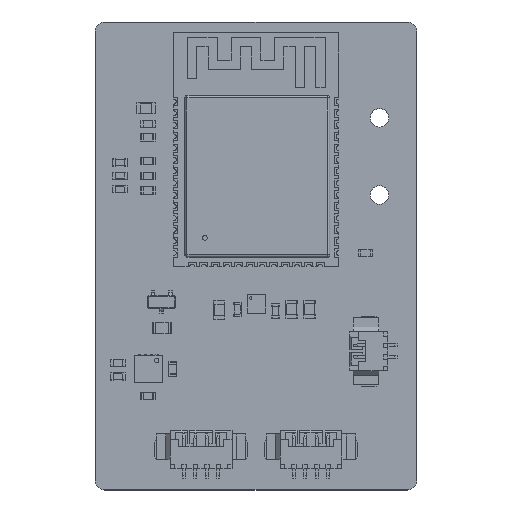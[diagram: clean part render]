
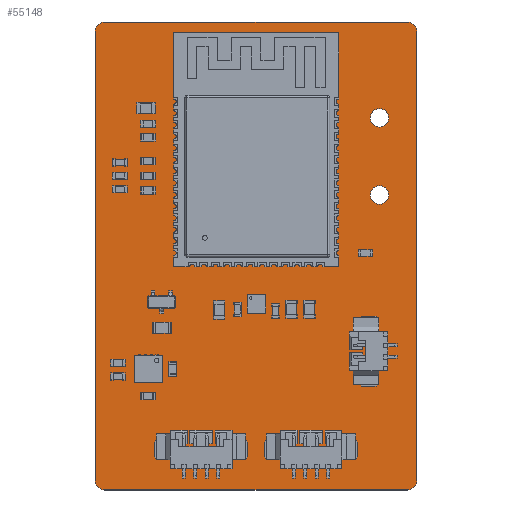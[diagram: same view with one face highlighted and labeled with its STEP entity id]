
A CAD part, top view. The second image highlights one B-rep face of the part: STEP entity #55148.
In plain terms, the highlighted planar face has unit normal (0, 0, 1).
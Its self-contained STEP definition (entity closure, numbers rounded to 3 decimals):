
#54823 = VERTEX_POINT('',#54824);
#54824 = CARTESIAN_POINT('',(171.91,-69.23,1.6));
#54830 = EDGE_CURVE('',#54823,#54831,#54833,.T.);
#54831 = VERTEX_POINT('',#54832);
#54832 = CARTESIAN_POINT('',(172.91,-70.23,1.6));
#54833 = CIRCLE('',#54834,1.);
#54834 = AXIS2_PLACEMENT_3D('',#54835,#54836,#54837);
#54835 = CARTESIAN_POINT('',(171.91,-70.23,1.6));
#54836 = DIRECTION('',(0.,0.,-1.));
#54837 = DIRECTION('',(0.,1.,0.));
#54865 = VERTEX_POINT('',#54866);
#54866 = CARTESIAN_POINT('',(138.91,-69.23,1.6));
#54872 = EDGE_CURVE('',#54865,#54823,#54873,.T.);
#54873 = LINE('',#54874,#54875);
#54874 = CARTESIAN_POINT('',(138.91,-69.23,1.6));
#54875 = VECTOR('',#54876,1.);
#54876 = DIRECTION('',(1.,0.,0.));
#54894 = EDGE_CURVE('',#54831,#54895,#54897,.T.);
#54895 = VERTEX_POINT('',#54896);
#54896 = CARTESIAN_POINT('',(172.91,-119.23,1.6));
#54897 = LINE('',#54898,#54899);
#54898 = CARTESIAN_POINT('',(172.91,-70.23,1.6));
#54899 = VECTOR('',#54900,1.);
#54900 = DIRECTION('',(0.,-1.,0.));
#55148 = ADVANCED_FACE('',(#55149,#55195,#55206,#55217,#55228,#55239,
    #55250,#55261,#55272,#55283,#55294,#55305,#55316,#55327,#55338,
    #55349,#55360),#55371,.F.);
#55149 = FACE_BOUND('',#55150,.F.);
#55150 = EDGE_LOOP('',(#55151,#55152,#55153,#55162,#55170,#55179,#55187,
    #55194));
#55151 = ORIENTED_EDGE('',*,*,#54830,.T.);
#55152 = ORIENTED_EDGE('',*,*,#54894,.T.);
#55153 = ORIENTED_EDGE('',*,*,#55154,.T.);
#55154 = EDGE_CURVE('',#54895,#55155,#55157,.T.);
#55155 = VERTEX_POINT('',#55156);
#55156 = CARTESIAN_POINT('',(171.91,-120.23,1.6));
#55157 = CIRCLE('',#55158,1.);
#55158 = AXIS2_PLACEMENT_3D('',#55159,#55160,#55161);
#55159 = CARTESIAN_POINT('',(171.91,-119.23,1.6));
#55160 = DIRECTION('',(0.,0.,-1.));
#55161 = DIRECTION('',(1.,0.,0.));
#55162 = ORIENTED_EDGE('',*,*,#55163,.T.);
#55163 = EDGE_CURVE('',#55155,#55164,#55166,.T.);
#55164 = VERTEX_POINT('',#55165);
#55165 = CARTESIAN_POINT('',(138.91,-120.23,1.6));
#55166 = LINE('',#55167,#55168);
#55167 = CARTESIAN_POINT('',(171.91,-120.23,1.6));
#55168 = VECTOR('',#55169,1.);
#55169 = DIRECTION('',(-1.,0.,0.));
#55170 = ORIENTED_EDGE('',*,*,#55171,.T.);
#55171 = EDGE_CURVE('',#55164,#55172,#55174,.T.);
#55172 = VERTEX_POINT('',#55173);
#55173 = CARTESIAN_POINT('',(137.91,-119.23,1.6));
#55174 = CIRCLE('',#55175,1.);
#55175 = AXIS2_PLACEMENT_3D('',#55176,#55177,#55178);
#55176 = CARTESIAN_POINT('',(138.91,-119.23,1.6));
#55177 = DIRECTION('',(0.,0.,-1.));
#55178 = DIRECTION('',(0.,-1.,0.));
#55179 = ORIENTED_EDGE('',*,*,#55180,.T.);
#55180 = EDGE_CURVE('',#55172,#55181,#55183,.T.);
#55181 = VERTEX_POINT('',#55182);
#55182 = CARTESIAN_POINT('',(137.91,-70.23,1.6));
#55183 = LINE('',#55184,#55185);
#55184 = CARTESIAN_POINT('',(137.91,-119.23,1.6));
#55185 = VECTOR('',#55186,1.);
#55186 = DIRECTION('',(0.,1.,0.));
#55187 = ORIENTED_EDGE('',*,*,#55188,.T.);
#55188 = EDGE_CURVE('',#55181,#54865,#55189,.T.);
#55189 = CIRCLE('',#55190,1.);
#55190 = AXIS2_PLACEMENT_3D('',#55191,#55192,#55193);
#55191 = CARTESIAN_POINT('',(138.91,-70.23,1.6));
#55192 = DIRECTION('',(0.,0.,-1.));
#55193 = DIRECTION('',(-1.,0.,-0.));
#55194 = ORIENTED_EDGE('',*,*,#54872,.T.);
#55195 = FACE_BOUND('',#55196,.F.);
#55196 = EDGE_LOOP('',(#55197));
#55197 = ORIENTED_EDGE('',*,*,#55198,.F.);
#55198 = EDGE_CURVE('',#55199,#55199,#55201,.T.);
#55199 = VERTEX_POINT('',#55200);
#55200 = CARTESIAN_POINT('',(155.47,-100.61,1.6));
#55201 = CIRCLE('',#55202,0.1);
#55202 = AXIS2_PLACEMENT_3D('',#55203,#55204,#55205);
#55203 = CARTESIAN_POINT('',(155.47,-100.51,1.6));
#55204 = DIRECTION('',(-0.,0.,-1.));
#55205 = DIRECTION('',(-0.,-1.,0.));
#55206 = FACE_BOUND('',#55207,.F.);
#55207 = EDGE_LOOP('',(#55208));
#55208 = ORIENTED_EDGE('',*,*,#55209,.F.);
#55209 = EDGE_CURVE('',#55210,#55210,#55212,.T.);
#55210 = VERTEX_POINT('',#55211);
#55211 = CARTESIAN_POINT('',(155.47,-99.51,1.6));
#55212 = CIRCLE('',#55213,0.1);
#55213 = AXIS2_PLACEMENT_3D('',#55214,#55215,#55216);
#55214 = CARTESIAN_POINT('',(155.47,-99.41,1.6));
#55215 = DIRECTION('',(-0.,0.,-1.));
#55216 = DIRECTION('',(-0.,-1.,0.));
#55217 = FACE_BOUND('',#55218,.F.);
#55218 = EDGE_LOOP('',(#55219));
#55219 = ORIENTED_EDGE('',*,*,#55220,.T.);
#55220 = EDGE_CURVE('',#55221,#55221,#55223,.T.);
#55221 = VERTEX_POINT('',#55222);
#55222 = CARTESIAN_POINT('',(169.87,-88.08,1.6));
#55223 = CIRCLE('',#55224,1.);
#55224 = AXIS2_PLACEMENT_3D('',#55225,#55226,#55227);
#55225 = CARTESIAN_POINT('',(168.87,-88.08,1.6));
#55226 = DIRECTION('',(0.,0.,1.));
#55227 = DIRECTION('',(1.,0.,-0.));
#55228 = FACE_BOUND('',#55229,.F.);
#55229 = EDGE_LOOP('',(#55230));
#55230 = ORIENTED_EDGE('',*,*,#55231,.T.);
#55231 = EDGE_CURVE('',#55232,#55232,#55234,.T.);
#55232 = VERTEX_POINT('',#55233);
#55233 = CARTESIAN_POINT('',(169.87,-79.68,1.6));
#55234 = CIRCLE('',#55235,1.);
#55235 = AXIS2_PLACEMENT_3D('',#55236,#55237,#55238);
#55236 = CARTESIAN_POINT('',(168.87,-79.68,1.6));
#55237 = DIRECTION('',(0.,0.,1.));
#55238 = DIRECTION('',(1.,0.,-0.));
#55239 = FACE_BOUND('',#55240,.F.);
#55240 = EDGE_LOOP('',(#55241));
#55241 = ORIENTED_EDGE('',*,*,#55242,.F.);
#55242 = EDGE_CURVE('',#55243,#55243,#55245,.T.);
#55243 = VERTEX_POINT('',#55244);
#55244 = CARTESIAN_POINT('',(154.64,-87.12,1.6));
#55245 = CIRCLE('',#55246,0.1);
#55246 = AXIS2_PLACEMENT_3D('',#55247,#55248,#55249);
#55247 = CARTESIAN_POINT('',(154.64,-87.02,1.6));
#55248 = DIRECTION('',(-0.,0.,-1.));
#55249 = DIRECTION('',(-0.,-1.,0.));
#55250 = FACE_BOUND('',#55251,.F.);
#55251 = EDGE_LOOP('',(#55252));
#55252 = ORIENTED_EDGE('',*,*,#55253,.F.);
#55253 = EDGE_CURVE('',#55254,#55254,#55256,.T.);
#55254 = VERTEX_POINT('',#55255);
#55255 = CARTESIAN_POINT('',(153.24,-87.12,1.6));
#55256 = CIRCLE('',#55257,0.1);
#55257 = AXIS2_PLACEMENT_3D('',#55258,#55259,#55260);
#55258 = CARTESIAN_POINT('',(153.24,-87.02,1.6));
#55259 = DIRECTION('',(-0.,0.,-1.));
#55260 = DIRECTION('',(-0.,-1.,0.));
#55261 = FACE_BOUND('',#55262,.F.);
#55262 = EDGE_LOOP('',(#55263));
#55263 = ORIENTED_EDGE('',*,*,#55264,.F.);
#55264 = EDGE_CURVE('',#55265,#55265,#55267,.T.);
#55265 = VERTEX_POINT('',#55266);
#55266 = CARTESIAN_POINT('',(155.34,-86.42,1.6));
#55267 = CIRCLE('',#55268,0.1);
#55268 = AXIS2_PLACEMENT_3D('',#55269,#55270,#55271);
#55269 = CARTESIAN_POINT('',(155.34,-86.32,1.6));
#55270 = DIRECTION('',(-0.,0.,-1.));
#55271 = DIRECTION('',(-0.,-1.,0.));
#55272 = FACE_BOUND('',#55273,.F.);
#55273 = EDGE_LOOP('',(#55274));
#55274 = ORIENTED_EDGE('',*,*,#55275,.F.);
#55275 = EDGE_CURVE('',#55276,#55276,#55278,.T.);
#55276 = VERTEX_POINT('',#55277);
#55277 = CARTESIAN_POINT('',(154.64,-85.72,1.6));
#55278 = CIRCLE('',#55279,0.1);
#55279 = AXIS2_PLACEMENT_3D('',#55280,#55281,#55282);
#55280 = CARTESIAN_POINT('',(154.64,-85.62,1.6));
#55281 = DIRECTION('',(-0.,0.,-1.));
#55282 = DIRECTION('',(-0.,-1.,0.));
#55283 = FACE_BOUND('',#55284,.F.);
#55284 = EDGE_LOOP('',(#55285));
#55285 = ORIENTED_EDGE('',*,*,#55286,.F.);
#55286 = EDGE_CURVE('',#55287,#55287,#55289,.T.);
#55287 = VERTEX_POINT('',#55288);
#55288 = CARTESIAN_POINT('',(155.34,-85.02,1.6));
#55289 = CIRCLE('',#55290,0.1);
#55290 = AXIS2_PLACEMENT_3D('',#55291,#55292,#55293);
#55291 = CARTESIAN_POINT('',(155.34,-84.92,1.6));
#55292 = DIRECTION('',(-0.,0.,-1.));
#55293 = DIRECTION('',(-0.,-1.,0.));
#55294 = FACE_BOUND('',#55295,.F.);
#55295 = EDGE_LOOP('',(#55296));
#55296 = ORIENTED_EDGE('',*,*,#55297,.F.);
#55297 = EDGE_CURVE('',#55298,#55298,#55300,.T.);
#55298 = VERTEX_POINT('',#55299);
#55299 = CARTESIAN_POINT('',(154.64,-84.32,1.6));
#55300 = CIRCLE('',#55301,0.1);
#55301 = AXIS2_PLACEMENT_3D('',#55302,#55303,#55304);
#55302 = CARTESIAN_POINT('',(154.64,-84.22,1.6));
#55303 = DIRECTION('',(-0.,0.,-1.));
#55304 = DIRECTION('',(-0.,-1.,0.));
#55305 = FACE_BOUND('',#55306,.F.);
#55306 = EDGE_LOOP('',(#55307));
#55307 = ORIENTED_EDGE('',*,*,#55308,.F.);
#55308 = EDGE_CURVE('',#55309,#55309,#55311,.T.);
#55309 = VERTEX_POINT('',#55310);
#55310 = CARTESIAN_POINT('',(153.94,-86.42,1.6));
#55311 = CIRCLE('',#55312,0.1);
#55312 = AXIS2_PLACEMENT_3D('',#55313,#55314,#55315);
#55313 = CARTESIAN_POINT('',(153.94,-86.32,1.6));
#55314 = DIRECTION('',(-0.,0.,-1.));
#55315 = DIRECTION('',(-0.,-1.,0.));
#55316 = FACE_BOUND('',#55317,.F.);
#55317 = EDGE_LOOP('',(#55318));
#55318 = ORIENTED_EDGE('',*,*,#55319,.F.);
#55319 = EDGE_CURVE('',#55320,#55320,#55322,.T.);
#55320 = VERTEX_POINT('',#55321);
#55321 = CARTESIAN_POINT('',(152.54,-86.42,1.6));
#55322 = CIRCLE('',#55323,0.1);
#55323 = AXIS2_PLACEMENT_3D('',#55324,#55325,#55326);
#55324 = CARTESIAN_POINT('',(152.54,-86.32,1.6));
#55325 = DIRECTION('',(-0.,0.,-1.));
#55326 = DIRECTION('',(-0.,-1.,0.));
#55327 = FACE_BOUND('',#55328,.F.);
#55328 = EDGE_LOOP('',(#55329));
#55329 = ORIENTED_EDGE('',*,*,#55330,.F.);
#55330 = EDGE_CURVE('',#55331,#55331,#55333,.T.);
#55331 = VERTEX_POINT('',#55332);
#55332 = CARTESIAN_POINT('',(153.24,-85.72,1.6));
#55333 = CIRCLE('',#55334,0.1);
#55334 = AXIS2_PLACEMENT_3D('',#55335,#55336,#55337);
#55335 = CARTESIAN_POINT('',(153.24,-85.62,1.6));
#55336 = DIRECTION('',(-0.,0.,-1.));
#55337 = DIRECTION('',(-0.,-1.,0.));
#55338 = FACE_BOUND('',#55339,.F.);
#55339 = EDGE_LOOP('',(#55340));
#55340 = ORIENTED_EDGE('',*,*,#55341,.F.);
#55341 = EDGE_CURVE('',#55342,#55342,#55344,.T.);
#55342 = VERTEX_POINT('',#55343);
#55343 = CARTESIAN_POINT('',(153.94,-85.02,1.6));
#55344 = CIRCLE('',#55345,0.1);
#55345 = AXIS2_PLACEMENT_3D('',#55346,#55347,#55348);
#55346 = CARTESIAN_POINT('',(153.94,-84.92,1.6));
#55347 = DIRECTION('',(-0.,0.,-1.));
#55348 = DIRECTION('',(-0.,-1.,0.));
#55349 = FACE_BOUND('',#55350,.F.);
#55350 = EDGE_LOOP('',(#55351));
#55351 = ORIENTED_EDGE('',*,*,#55352,.F.);
#55352 = EDGE_CURVE('',#55353,#55353,#55355,.T.);
#55353 = VERTEX_POINT('',#55354);
#55354 = CARTESIAN_POINT('',(152.54,-85.02,1.6));
#55355 = CIRCLE('',#55356,0.1);
#55356 = AXIS2_PLACEMENT_3D('',#55357,#55358,#55359);
#55357 = CARTESIAN_POINT('',(152.54,-84.92,1.6));
#55358 = DIRECTION('',(-0.,0.,-1.));
#55359 = DIRECTION('',(-0.,-1.,0.));
#55360 = FACE_BOUND('',#55361,.F.);
#55361 = EDGE_LOOP('',(#55362));
#55362 = ORIENTED_EDGE('',*,*,#55363,.F.);
#55363 = EDGE_CURVE('',#55364,#55364,#55366,.T.);
#55364 = VERTEX_POINT('',#55365);
#55365 = CARTESIAN_POINT('',(153.24,-84.32,1.6));
#55366 = CIRCLE('',#55367,0.1);
#55367 = AXIS2_PLACEMENT_3D('',#55368,#55369,#55370);
#55368 = CARTESIAN_POINT('',(153.24,-84.22,1.6));
#55369 = DIRECTION('',(-0.,0.,-1.));
#55370 = DIRECTION('',(-0.,-1.,0.));
#55371 = PLANE('',#55372);
#55372 = AXIS2_PLACEMENT_3D('',#55373,#55374,#55375);
#55373 = CARTESIAN_POINT('',(155.41,-94.73,1.6));
#55374 = DIRECTION('',(-0.,-0.,-1.));
#55375 = DIRECTION('',(-1.,0.,0.));
